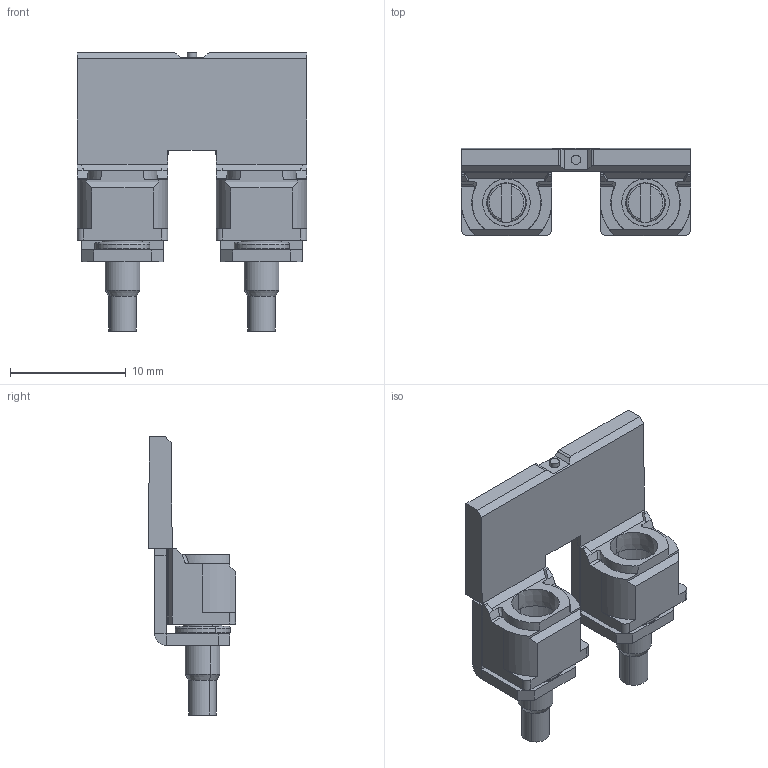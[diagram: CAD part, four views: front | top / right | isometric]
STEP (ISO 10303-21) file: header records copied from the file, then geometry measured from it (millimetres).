
FILE_DESCRIPTION(('CATIA V5 STEP Exchange','CAx-IF Rec.Pracs.--- Model Styling and Organization---1.4--- 2014-01-23'),'2;1');
FILE_NAME ('039203-3_1', '2023-03-02T18:14:33+00:00', ('none'), ('Weidmueller'), 'CATIA Version 5-6 Release 2016 SP3 HF44', 'CATIA V5 STEP AP214', 'none');
FILE_SCHEMA(('AUTOMOTIVE_DESIGN { 1 0 10303 214 1 1 1 1 }'));
Length unit declared in the file: millimetre
Products named in the file (1): WQV 16N/2_AllCATPart
Bounding box: 19.8 x 7.52 x 24 mm (x, y, z)
Volume: 884.6 mm3; surface area: 1873.8 mm2
Topology: 5 solids, 5 shells, 224 faces, 553 edges, 346 vertices
Faces by surface type: plane 138, cylinder 42, cone 20, torus 20, bspline 4
Entity records: 6412 total; most frequent: CARTESIAN_POINT 1541, ORIENTED_EDGE 1106, DIRECTION 776, EDGE_CURVE 553, VECTOR 352, LINE 352, VERTEX_POINT 346, AXIS2_PLACEMENT_3D 283
